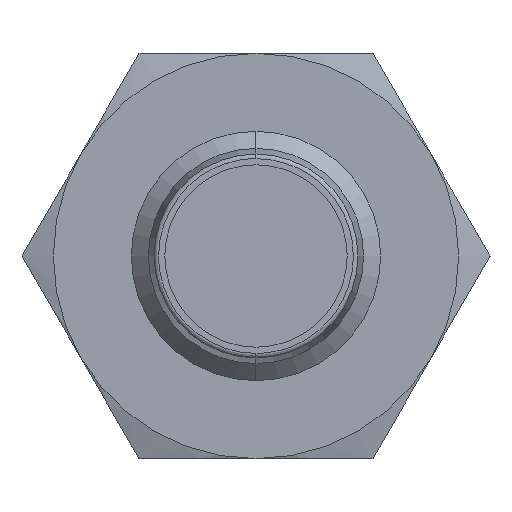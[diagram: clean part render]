
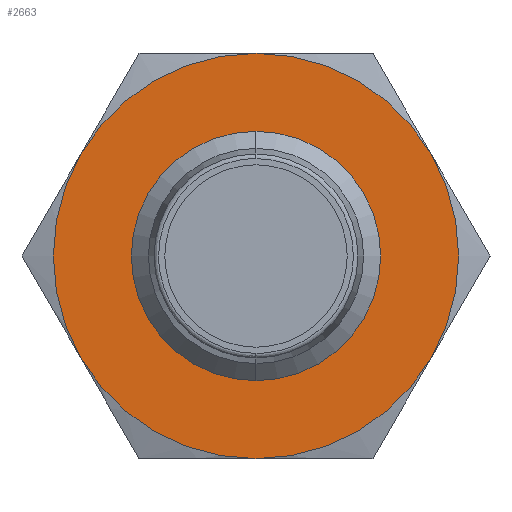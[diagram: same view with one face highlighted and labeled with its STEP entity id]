
A CAD part, left-side view. The second image highlights one B-rep face of the part: STEP entity #2663.
In plain terms, the highlighted planar face has unit normal (-1, 0, 0).
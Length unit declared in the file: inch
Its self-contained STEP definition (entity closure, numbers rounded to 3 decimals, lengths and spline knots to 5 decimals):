
#7 = AXIS2_PLACEMENT_3D ( 'NONE', #26, #381, #418 ) ;
#24 = CARTESIAN_POINT ( 'NONE',  ( 1.41732, 0., -0.25591 ) ) ;
#26 = CARTESIAN_POINT ( 'NONE',  ( 1.41732, 0., 0. ) ) ;
#27 = VERTEX_POINT ( 'NONE', #3351 ) ;
#181 = DIRECTION ( 'NONE',  ( 0., 0., 1. ) ) ;
#182 = CIRCLE ( 'NONE', #3810, 0.25591 ) ;
#288 = ORIENTED_EDGE ( 'NONE', *, *, #962, .F. ) ;
#312 = CARTESIAN_POINT ( 'NONE',  ( 1.41732, 0., 0.15748 ) ) ;
#322 = VERTEX_POINT ( 'NONE', #2941 ) ;
#381 = DIRECTION ( 'NONE',  ( 1., 0., 0. ) ) ;
#418 = DIRECTION ( 'NONE',  ( 0., 0., -1. ) ) ;
#495 = CIRCLE ( 'NONE', #3095, 0.15748 ) ;
#554 = CARTESIAN_POINT ( 'NONE',  ( 1.41732, 0., 0. ) ) ;
#560 = CARTESIAN_POINT ( 'NONE',  ( 1.41732, 0., 0. ) ) ;
#570 = FACE_BOUND ( 'NONE', #4202, .T. ) ;
#681 = AXIS2_PLACEMENT_3D ( 'NONE', #554, #3534, #3159 ) ;
#682 = VERTEX_POINT ( 'NONE', #2657 ) ;
#739 = EDGE_CURVE ( 'NONE', #904, #682, #3997, .T. ) ;
#812 = DIRECTION ( 'NONE',  ( 1., 0., 0. ) ) ;
#886 = EDGE_CURVE ( 'NONE', #3201, #322, #495, .T. ) ;
#900 = DIRECTION ( 'NONE',  ( 0., 0., -1. ) ) ;
#904 = VERTEX_POINT ( 'NONE', #1616 ) ;
#962 = EDGE_CURVE ( 'NONE', #3037, #27, #2653, .T. ) ;
#980 = DIRECTION ( 'NONE',  ( -1., 0., 0. ) ) ;
#988 = CARTESIAN_POINT ( 'NONE',  ( 1.41732, 0., 0. ) ) ;
#1016 = PLANE ( 'NONE',  #3074 ) ;
#1232 = AXIS2_PLACEMENT_3D ( 'NONE', #1908, #812, #4431 ) ;
#1330 = ORIENTED_EDGE ( 'NONE', *, *, #739, .F. ) ;
#1354 = EDGE_CURVE ( 'NONE', #27, #904, #3531, .T. ) ;
#1382 = ORIENTED_EDGE ( 'NONE', *, *, #3347, .F. ) ;
#1517 = ORIENTED_EDGE ( 'NONE', *, *, #2328, .F. ) ;
#1539 = CARTESIAN_POINT ( 'NONE',  ( 1.41732, 0.22162, 0.12795 ) ) ;
#1616 = CARTESIAN_POINT ( 'NONE',  ( 1.41732, -0.22162, 0.12795 ) ) ;
#1658 = CARTESIAN_POINT ( 'NONE',  ( 1.41732, 0., 0. ) ) ;
#1908 = CARTESIAN_POINT ( 'NONE',  ( 1.41732, 0., 0. ) ) ;
#2049 = AXIS2_PLACEMENT_3D ( 'NONE', #988, #2439, #3825 ) ;
#2328 = EDGE_CURVE ( 'NONE', #682, #3666, #182, .T. ) ;
#2339 = FACE_OUTER_BOUND ( 'NONE', #4214, .T. ) ;
#2439 = DIRECTION ( 'NONE',  ( 1., 0., 0. ) ) ;
#2441 = AXIS2_PLACEMENT_3D ( 'NONE', #2890, #4672, #2565 ) ;
#2459 = EDGE_CURVE ( 'NONE', #322, #3201, #2766, .T. ) ;
#2565 = DIRECTION ( 'NONE',  ( 0., 0., -1. ) ) ;
#2653 = CIRCLE ( 'NONE', #2049, 0.25591 ) ;
#2657 = CARTESIAN_POINT ( 'NONE',  ( 1.41732, -0.22162, -0.12795 ) ) ;
#2663 = ADVANCED_FACE ( 'NONE', ( #2339, #570 ), #1016, .T. ) ;
#2747 = DIRECTION ( 'NONE',  ( 1., 0., 0. ) ) ;
#2766 = CIRCLE ( 'NONE', #4197, 0.15748 ) ;
#2855 = CARTESIAN_POINT ( 'NONE',  ( 1.41732, -0.12795, 0. ) ) ;
#2890 = CARTESIAN_POINT ( 'NONE',  ( 1.41732, 0., 0. ) ) ;
#2941 = CARTESIAN_POINT ( 'NONE',  ( 1.41732, 0., -0.15748 ) ) ;
#3037 = VERTEX_POINT ( 'NONE', #1539 ) ;
#3074 = AXIS2_PLACEMENT_3D ( 'NONE', #2855, #980, #3898 ) ;
#3095 = AXIS2_PLACEMENT_3D ( 'NONE', #560, #2747, #181 ) ;
#3098 = DIRECTION ( 'NONE',  ( 1., 0., 0. ) ) ;
#3105 = CIRCLE ( 'NONE', #2441, 0.25591 ) ;
#3159 = DIRECTION ( 'NONE',  ( 0., 0., -1. ) ) ;
#3201 = VERTEX_POINT ( 'NONE', #312 ) ;
#3347 = EDGE_CURVE ( 'NONE', #3666, #4009, #3843, .T. ) ;
#3351 = CARTESIAN_POINT ( 'NONE',  ( 1.41732, 0., 0.25591 ) ) ;
#3372 = ORIENTED_EDGE ( 'NONE', *, *, #4284, .F. ) ;
#3417 = DIRECTION ( 'NONE',  ( 0., 0., 1. ) ) ;
#3531 = CIRCLE ( 'NONE', #7, 0.25591 ) ;
#3534 = DIRECTION ( 'NONE',  ( 1., 0., 0. ) ) ;
#3666 = VERTEX_POINT ( 'NONE', #24 ) ;
#3810 = AXIS2_PLACEMENT_3D ( 'NONE', #4487, #3098, #900 ) ;
#3825 = DIRECTION ( 'NONE',  ( 0., 0., -1. ) ) ;
#3843 = CIRCLE ( 'NONE', #681, 0.25591 ) ;
#3898 = DIRECTION ( 'NONE',  ( 0., 0., 1. ) ) ;
#3941 = ORIENTED_EDGE ( 'NONE', *, *, #886, .T. ) ;
#3997 = CIRCLE ( 'NONE', #1232, 0.25591 ) ;
#4009 = VERTEX_POINT ( 'NONE', #4200 ) ;
#4197 = AXIS2_PLACEMENT_3D ( 'NONE', #1658, #4477, #3417 ) ;
#4200 = CARTESIAN_POINT ( 'NONE',  ( 1.41732, 0.22162, -0.12795 ) ) ;
#4202 = EDGE_LOOP ( 'NONE', ( #3941, #4437 ) ) ;
#4214 = EDGE_LOOP ( 'NONE', ( #1517, #1330, #4595, #288, #3372, #1382 ) ) ;
#4284 = EDGE_CURVE ( 'NONE', #4009, #3037, #3105, .T. ) ;
#4431 = DIRECTION ( 'NONE',  ( 0., 0., -1. ) ) ;
#4437 = ORIENTED_EDGE ( 'NONE', *, *, #2459, .T. ) ;
#4477 = DIRECTION ( 'NONE',  ( 1., 0., 0. ) ) ;
#4487 = CARTESIAN_POINT ( 'NONE',  ( 1.41732, 0., 0. ) ) ;
#4595 = ORIENTED_EDGE ( 'NONE', *, *, #1354, .F. ) ;
#4672 = DIRECTION ( 'NONE',  ( 1., 0., 0. ) ) ;
